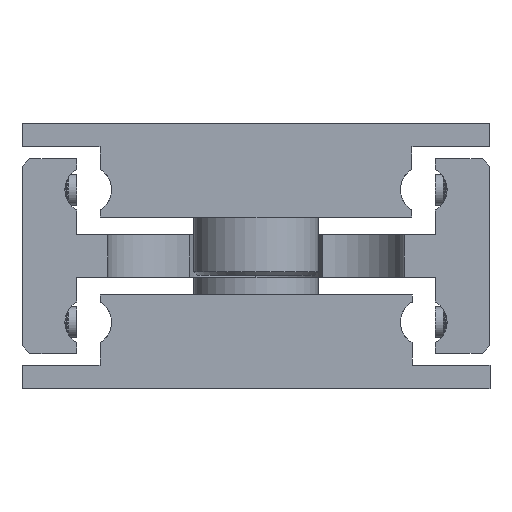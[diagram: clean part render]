
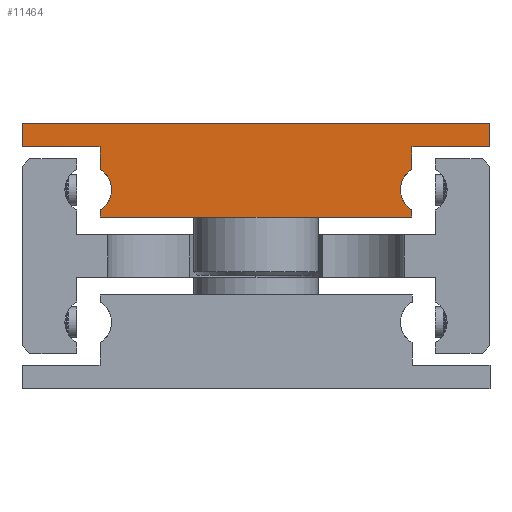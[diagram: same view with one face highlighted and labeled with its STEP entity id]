
A CAD part, front view. The second image highlights one B-rep face of the part: STEP entity #11464.
In plain terms, the highlighted planar face has unit normal (0, -1, 0).
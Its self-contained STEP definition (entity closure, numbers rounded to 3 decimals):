
#11001=CARTESIAN_POINT('',(20.0,-200.0,2.598));
#11002=VERTEX_POINT('',#11001);
#11009=CARTESIAN_POINT('',(18.5,-200.0,0.));
#11010=VERTEX_POINT('',#11009);
#11011=CARTESIAN_POINT('',(21.5,-200.0,0.0));
#11012=DIRECTION('',(0.0,1.0,0.0));
#11013=DIRECTION('',(1.0,0.0,0.0));
#11014=AXIS2_PLACEMENT_3D('',#11011,#11012,#11013);
#11015=CIRCLE('',#11014,3.0);
#11016=EDGE_CURVE('',#11010,#11002,#11015,.T.);
#11054=CARTESIAN_POINT('',(-18.5,-200.0,0.));
#11055=VERTEX_POINT('',#11054);
#11062=CARTESIAN_POINT('',(-20.,-200.0,2.598));
#11063=VERTEX_POINT('',#11062);
#11064=CARTESIAN_POINT('',(-21.5,-200.0,0.0));
#11065=DIRECTION('',(0.0,1.0,0.0));
#11066=DIRECTION('',(1.0,0.0,0.0));
#11067=AXIS2_PLACEMENT_3D('',#11064,#11065,#11066);
#11068=CIRCLE('',#11067,3.0);
#11069=EDGE_CURVE('',#11063,#11055,#11068,.T.);
#11353=CARTESIAN_POINT('',(0.,-200.0,3.75));
#11354=DIRECTION('',(0.0,1.0,0.0));
#11355=DIRECTION('',(0.0,0.0,1.0));
#11356=AXIS2_PLACEMENT_3D('',#11353,#11354,#11355);
#11357=PLANE('',#11356);
#11358=CARTESIAN_POINT('',(20.0,-200.0,-2.598));
#11359=VERTEX_POINT('',#11358);
#11360=CARTESIAN_POINT('',(21.5,-200.0,0.0));
#11361=DIRECTION('',(0.0,1.0,0.0));
#11362=DIRECTION('',(1.0,0.0,0.0));
#11363=AXIS2_PLACEMENT_3D('',#11360,#11361,#11362);
#11364=CIRCLE('',#11363,3.0);
#11365=EDGE_CURVE('',#11359,#11010,#11364,.T.);
#11366=ORIENTED_EDGE('',*,*,#11365,.T.);
#11367=ORIENTED_EDGE('',*,*,#11016,.T.);
#11368=CARTESIAN_POINT('',(20.0,-200.0,5.5));
#11369=VERTEX_POINT('',#11368);
#11370=CARTESIAN_POINT('',(20.0,-200.0,5.5));
#11371=DIRECTION('',(0.0,0.0,-1.0));
#11372=VECTOR('',#11371,2.902);
#11373=LINE('',#11370,#11372);
#11374=EDGE_CURVE('',#11369,#11002,#11373,.T.);
#11375=ORIENTED_EDGE('',*,*,#11374,.F.);
#11376=CARTESIAN_POINT('',(30.0,-200.0,5.5));
#11377=VERTEX_POINT('',#11376);
#11378=CARTESIAN_POINT('',(30.0,-200.0,5.5));
#11379=DIRECTION('',(-1.0,0.0,0.0));
#11380=VECTOR('',#11379,10.0);
#11381=LINE('',#11378,#11380);
#11382=EDGE_CURVE('',#11377,#11369,#11381,.T.);
#11383=ORIENTED_EDGE('',*,*,#11382,.F.);
#11384=CARTESIAN_POINT('',(30.0,-200.0,8.5));
#11385=VERTEX_POINT('',#11384);
#11386=CARTESIAN_POINT('',(30.0,-200.0,8.5));
#11387=DIRECTION('',(0.0,0.0,-1.0));
#11388=VECTOR('',#11387,3.0);
#11389=LINE('',#11386,#11388);
#11390=EDGE_CURVE('',#11385,#11377,#11389,.T.);
#11391=ORIENTED_EDGE('',*,*,#11390,.F.);
#11392=CARTESIAN_POINT('',(-30.,-200.0,8.5));
#11393=VERTEX_POINT('',#11392);
#11394=CARTESIAN_POINT('',(-30.,-200.0,8.5));
#11395=DIRECTION('',(1.0,0.0,0.0));
#11396=VECTOR('',#11395,60.);
#11397=LINE('',#11394,#11396);
#11398=EDGE_CURVE('',#11393,#11385,#11397,.T.);
#11399=ORIENTED_EDGE('',*,*,#11398,.F.);
#11400=CARTESIAN_POINT('',(-30.,-200.0,5.5));
#11401=VERTEX_POINT('',#11400);
#11402=CARTESIAN_POINT('',(-30.,-200.0,5.5));
#11403=DIRECTION('',(0.0,0.0,1.0));
#11404=VECTOR('',#11403,3.0);
#11405=LINE('',#11402,#11404);
#11406=EDGE_CURVE('',#11401,#11393,#11405,.T.);
#11407=ORIENTED_EDGE('',*,*,#11406,.F.);
#11408=CARTESIAN_POINT('',(-20.,-200.0,5.5));
#11409=VERTEX_POINT('',#11408);
#11410=CARTESIAN_POINT('',(-20.,-200.0,5.5));
#11411=DIRECTION('',(-1.0,0.0,0.0));
#11412=VECTOR('',#11411,10.0);
#11413=LINE('',#11410,#11412);
#11414=EDGE_CURVE('',#11409,#11401,#11413,.T.);
#11415=ORIENTED_EDGE('',*,*,#11414,.F.);
#11416=CARTESIAN_POINT('',(-20.,-200.0,2.598));
#11417=DIRECTION('',(0.0,0.0,1.0));
#11418=VECTOR('',#11417,2.902);
#11419=LINE('',#11416,#11418);
#11420=EDGE_CURVE('',#11063,#11409,#11419,.T.);
#11421=ORIENTED_EDGE('',*,*,#11420,.F.);
#11422=ORIENTED_EDGE('',*,*,#11069,.T.);
#11423=CARTESIAN_POINT('',(-20.,-200.0,-2.598));
#11424=VERTEX_POINT('',#11423);
#11425=CARTESIAN_POINT('',(-21.5,-200.0,0.0));
#11426=DIRECTION('',(0.0,1.0,0.0));
#11427=DIRECTION('',(1.0,0.0,0.0));
#11428=AXIS2_PLACEMENT_3D('',#11425,#11426,#11427);
#11429=CIRCLE('',#11428,3.0);
#11430=EDGE_CURVE('',#11055,#11424,#11429,.T.);
#11431=ORIENTED_EDGE('',*,*,#11430,.T.);
#11432=CARTESIAN_POINT('',(-20.0,-200.0,-3.5));
#11433=VERTEX_POINT('',#11432);
#11434=CARTESIAN_POINT('',(-20.0,-200.0,-3.5));
#11435=DIRECTION('',(0.0,0.0,1.0));
#11436=VECTOR('',#11435,0.902);
#11437=LINE('',#11434,#11436);
#11438=EDGE_CURVE('',#11433,#11424,#11437,.T.);
#11439=ORIENTED_EDGE('',*,*,#11438,.F.);
#11440=CARTESIAN_POINT('',(0.,-200.0,-3.5));
#11441=VERTEX_POINT('',#11440);
#11442=CARTESIAN_POINT('',(0.,-200.0,-3.5));
#11443=DIRECTION('',(-1.0,0.0,0.0));
#11444=VECTOR('',#11443,20.0);
#11445=LINE('',#11442,#11444);
#11446=EDGE_CURVE('',#11441,#11433,#11445,.T.);
#11447=ORIENTED_EDGE('',*,*,#11446,.F.);
#11448=CARTESIAN_POINT('',(20.0,-200.0,-3.5));
#11449=VERTEX_POINT('',#11448);
#11450=CARTESIAN_POINT('',(20.0,-200.0,-3.5));
#11451=DIRECTION('',(-1.0,0.0,0.0));
#11452=VECTOR('',#11451,20.0);
#11453=LINE('',#11450,#11452);
#11454=EDGE_CURVE('',#11449,#11441,#11453,.T.);
#11455=ORIENTED_EDGE('',*,*,#11454,.F.);
#11456=CARTESIAN_POINT('',(20.0,-200.0,-2.598));
#11457=DIRECTION('',(0.0,0.0,-1.0));
#11458=VECTOR('',#11457,0.902);
#11459=LINE('',#11456,#11458);
#11460=EDGE_CURVE('',#11359,#11449,#11459,.T.);
#11461=ORIENTED_EDGE('',*,*,#11460,.F.);
#11462=EDGE_LOOP('',(#11366,#11367,#11375,#11383,#11391,#11399,#11407,#11415,#11421,#11422,#11431,#11439,#11447,#11455,#11461));
#11463=FACE_OUTER_BOUND('',#11462,.T.);
#11464=ADVANCED_FACE('',(#11463),#11357,.F.);
